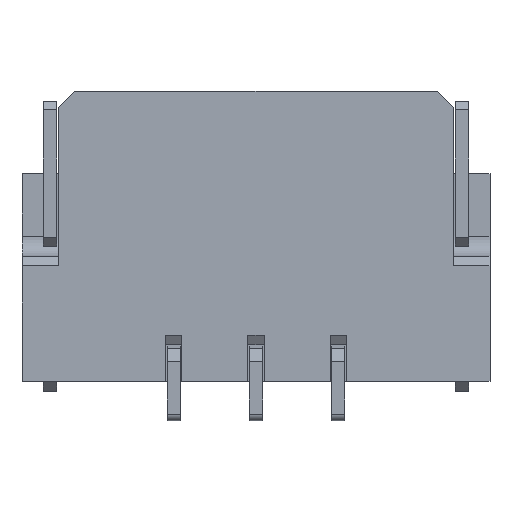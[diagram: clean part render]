
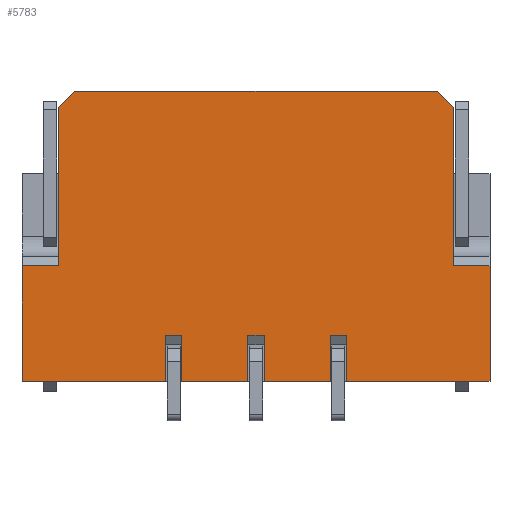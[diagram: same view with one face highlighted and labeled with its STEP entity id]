
A CAD part, front view. The second image highlights one B-rep face of the part: STEP entity #5783.
In plain terms, the highlighted planar face has unit normal (0, -1, 0).
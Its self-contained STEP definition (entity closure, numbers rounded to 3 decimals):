
#118=FACE_OUTER_BOUND('',#415,.T.);
#415=EDGE_LOOP('',(#3812,#3813,#3814,#3815,#3816,#3817,#3818,#3819,#3820,
#3821,#3822,#3823,#3824,#3825,#3826,#3827,#3828,#3829,#3830,#3831,#3832,
#3833));
#709=LINE('',#7998,#1514);
#729=LINE('',#8038,#1534);
#733=LINE('',#8046,#1538);
#737=LINE('',#8054,#1542);
#743=LINE('',#8065,#1548);
#752=LINE('',#8086,#1557);
#753=LINE('',#8087,#1558);
#754=LINE('',#8089,#1559);
#755=LINE('',#8091,#1560);
#756=LINE('',#8092,#1561);
#757=LINE('',#8094,#1562);
#758=LINE('',#8096,#1563);
#759=LINE('',#8097,#1564);
#760=LINE('',#8099,#1565);
#761=LINE('',#8101,#1566);
#762=LINE('',#8103,#1567);
#763=LINE('',#8105,#1568);
#764=LINE('',#8107,#1569);
#765=LINE('',#8109,#1570);
#766=LINE('',#8111,#1571);
#767=LINE('',#8113,#1572);
#768=LINE('',#8114,#1573);
#1514=VECTOR('',#6460,2.175);
#1534=VECTOR('',#6480,2.175);
#1538=VECTOR('',#6484,1.);
#1542=VECTOR('',#6488,1.);
#1548=VECTOR('',#6496,0.7);
#1557=VECTOR('',#6511,0.25);
#1558=VECTOR('',#6512,0.7);
#1559=VECTOR('',#6513,0.7);
#1560=VECTOR('',#6514,0.25);
#1561=VECTOR('',#6515,0.7);
#1562=VECTOR('',#6516,0.7);
#1563=VECTOR('',#6517,0.25);
#1564=VECTOR('',#6518,0.7);
#1565=VECTOR('',#6519,1.75);
#1566=VECTOR('',#6520,0.55);
#1567=VECTOR('',#6521,2.4);
#1568=VECTOR('',#6522,0.354);
#1569=VECTOR('',#6523,5.5);
#1570=VECTOR('',#6524,0.354);
#1571=VECTOR('',#6525,2.4);
#1572=VECTOR('',#6526,0.55);
#1573=VECTOR('',#6527,1.75);
#2318=VERTEX_POINT('',#7994);
#2320=VERTEX_POINT('',#7997);
#2339=VERTEX_POINT('',#8035);
#2340=VERTEX_POINT('',#8037);
#2343=VERTEX_POINT('',#8043);
#2344=VERTEX_POINT('',#8045);
#2347=VERTEX_POINT('',#8051);
#2348=VERTEX_POINT('',#8053);
#2352=VERTEX_POINT('',#8063);
#2361=VERTEX_POINT('',#8085);
#2362=VERTEX_POINT('',#8088);
#2363=VERTEX_POINT('',#8090);
#2364=VERTEX_POINT('',#8093);
#2365=VERTEX_POINT('',#8095);
#2366=VERTEX_POINT('',#8098);
#2367=VERTEX_POINT('',#8100);
#2368=VERTEX_POINT('',#8102);
#2369=VERTEX_POINT('',#8104);
#2370=VERTEX_POINT('',#8106);
#2371=VERTEX_POINT('',#8108);
#2372=VERTEX_POINT('',#8110);
#2373=VERTEX_POINT('',#8112);
#2895=EDGE_CURVE('',#2320,#2318,#709,.T.);
#2915=EDGE_CURVE('',#2340,#2339,#729,.T.);
#2919=EDGE_CURVE('',#2344,#2343,#733,.T.);
#2923=EDGE_CURVE('',#2348,#2347,#737,.T.);
#2929=EDGE_CURVE('',#2318,#2352,#743,.T.);
#2938=EDGE_CURVE('',#2352,#2361,#752,.T.);
#2939=EDGE_CURVE('',#2348,#2361,#753,.T.);
#2940=EDGE_CURVE('',#2347,#2362,#754,.T.);
#2941=EDGE_CURVE('',#2362,#2363,#755,.T.);
#2942=EDGE_CURVE('',#2344,#2363,#756,.T.);
#2943=EDGE_CURVE('',#2343,#2364,#757,.T.);
#2944=EDGE_CURVE('',#2364,#2365,#758,.T.);
#2945=EDGE_CURVE('',#2340,#2365,#759,.T.);
#2946=EDGE_CURVE('',#2339,#2366,#760,.T.);
#2947=EDGE_CURVE('',#2366,#2367,#761,.T.);
#2948=EDGE_CURVE('',#2368,#2367,#762,.T.);
#2949=EDGE_CURVE('',#2368,#2369,#763,.T.);
#2950=EDGE_CURVE('',#2370,#2369,#764,.T.);
#2951=EDGE_CURVE('',#2370,#2371,#765,.T.);
#2952=EDGE_CURVE('',#2371,#2372,#766,.T.);
#2953=EDGE_CURVE('',#2373,#2372,#767,.T.);
#2954=EDGE_CURVE('',#2320,#2373,#768,.T.);
#3812=ORIENTED_EDGE('',*,*,#2929,.T.);
#3813=ORIENTED_EDGE('',*,*,#2938,.T.);
#3814=ORIENTED_EDGE('',*,*,#2939,.F.);
#3815=ORIENTED_EDGE('',*,*,#2923,.T.);
#3816=ORIENTED_EDGE('',*,*,#2940,.T.);
#3817=ORIENTED_EDGE('',*,*,#2941,.T.);
#3818=ORIENTED_EDGE('',*,*,#2942,.F.);
#3819=ORIENTED_EDGE('',*,*,#2919,.T.);
#3820=ORIENTED_EDGE('',*,*,#2943,.T.);
#3821=ORIENTED_EDGE('',*,*,#2944,.T.);
#3822=ORIENTED_EDGE('',*,*,#2945,.F.);
#3823=ORIENTED_EDGE('',*,*,#2915,.T.);
#3824=ORIENTED_EDGE('',*,*,#2946,.T.);
#3825=ORIENTED_EDGE('',*,*,#2947,.T.);
#3826=ORIENTED_EDGE('',*,*,#2948,.F.);
#3827=ORIENTED_EDGE('',*,*,#2949,.T.);
#3828=ORIENTED_EDGE('',*,*,#2950,.F.);
#3829=ORIENTED_EDGE('',*,*,#2951,.T.);
#3830=ORIENTED_EDGE('',*,*,#2952,.T.);
#3831=ORIENTED_EDGE('',*,*,#2953,.F.);
#3832=ORIENTED_EDGE('',*,*,#2954,.F.);
#3833=ORIENTED_EDGE('',*,*,#2895,.T.);
#5517=PLANE('',#6094);
#5783=ADVANCED_FACE('',(#118),#5517,.T.);
#6094=AXIS2_PLACEMENT_3D('',#8084,#6509,#6510);
#6460=DIRECTION('',(1.,0.,0.));
#6480=DIRECTION('',(1.,0.,0.));
#6484=DIRECTION('',(1.,0.,0.));
#6488=DIRECTION('',(1.,0.,0.));
#6496=DIRECTION('',(0.,0.,1.));
#6509=DIRECTION('center_axis',(0.,-1.,0.));
#6510=DIRECTION('ref_axis',(1.,0.,0.));
#6511=DIRECTION('',(1.,0.,0.));
#6512=DIRECTION('',(0.,0.,1.));
#6513=DIRECTION('',(0.,0.,1.));
#6514=DIRECTION('',(1.,0.,0.));
#6515=DIRECTION('',(0.,0.,1.));
#6516=DIRECTION('',(0.,0.,1.));
#6517=DIRECTION('',(1.,0.,0.));
#6518=DIRECTION('',(0.,0.,1.));
#6519=DIRECTION('',(0.,0.,1.));
#6520=DIRECTION('',(-1.,0.,0.));
#6521=DIRECTION('',(0.,0.,-1.));
#6522=DIRECTION('',(-0.707,0.,0.707));
#6523=DIRECTION('',(1.,0.,0.));
#6524=DIRECTION('',(-0.707,0.,-0.707));
#6525=DIRECTION('',(0.,0.,-1.));
#6526=DIRECTION('',(1.,0.,0.));
#6527=DIRECTION('',(0.,0.,1.));
#7994=CARTESIAN_POINT('',(-1.375,-2.725,-2.2));
#7997=CARTESIAN_POINT('',(-3.55,-2.725,-2.2));
#7998=CARTESIAN_POINT('',(-3.55,-2.725,-2.2));
#8035=CARTESIAN_POINT('',(3.55,-2.725,-2.2));
#8037=CARTESIAN_POINT('',(1.375,-2.725,-2.2));
#8038=CARTESIAN_POINT('',(1.375,-2.725,-2.2));
#8043=CARTESIAN_POINT('',(1.125,-2.725,-2.2));
#8045=CARTESIAN_POINT('',(0.125,-2.725,-2.2));
#8046=CARTESIAN_POINT('',(0.125,-2.725,-2.2));
#8051=CARTESIAN_POINT('',(-0.125,-2.725,-2.2));
#8053=CARTESIAN_POINT('',(-1.125,-2.725,-2.2));
#8054=CARTESIAN_POINT('',(-1.125,-2.725,-2.2));
#8063=CARTESIAN_POINT('',(-1.375,-2.725,-1.5));
#8065=CARTESIAN_POINT('',(-1.375,-2.725,-2.2));
#8084=CARTESIAN_POINT('Origin',(-3.55,-2.725,-2.2));
#8085=CARTESIAN_POINT('',(-1.125,-2.725,-1.5));
#8086=CARTESIAN_POINT('',(-1.375,-2.725,-1.5));
#8087=CARTESIAN_POINT('',(-1.125,-2.725,-2.2));
#8088=CARTESIAN_POINT('',(-0.125,-2.725,-1.5));
#8089=CARTESIAN_POINT('',(-0.125,-2.725,-2.2));
#8090=CARTESIAN_POINT('',(0.125,-2.725,-1.5));
#8091=CARTESIAN_POINT('',(-0.125,-2.725,-1.5));
#8092=CARTESIAN_POINT('',(0.125,-2.725,-2.2));
#8093=CARTESIAN_POINT('',(1.125,-2.725,-1.5));
#8094=CARTESIAN_POINT('',(1.125,-2.725,-2.2));
#8095=CARTESIAN_POINT('',(1.375,-2.725,-1.5));
#8096=CARTESIAN_POINT('',(1.125,-2.725,-1.5));
#8097=CARTESIAN_POINT('',(1.375,-2.725,-2.2));
#8098=CARTESIAN_POINT('',(3.55,-2.725,-0.45));
#8099=CARTESIAN_POINT('',(3.55,-2.725,-2.2));
#8100=CARTESIAN_POINT('',(3.,-2.725,-0.45));
#8101=CARTESIAN_POINT('',(3.55,-2.725,-0.45));
#8102=CARTESIAN_POINT('',(3.,-2.725,1.95));
#8103=CARTESIAN_POINT('',(3.,-2.725,1.95));
#8104=CARTESIAN_POINT('',(2.75,-2.725,2.2));
#8105=CARTESIAN_POINT('',(3.,-2.725,1.95));
#8106=CARTESIAN_POINT('',(-2.75,-2.725,2.2));
#8107=CARTESIAN_POINT('',(-2.75,-2.725,2.2));
#8108=CARTESIAN_POINT('',(-3.,-2.725,1.95));
#8109=CARTESIAN_POINT('',(-2.75,-2.725,2.2));
#8110=CARTESIAN_POINT('',(-3.,-2.725,-0.45));
#8111=CARTESIAN_POINT('',(-3.,-2.725,1.95));
#8112=CARTESIAN_POINT('',(-3.55,-2.725,-0.45));
#8113=CARTESIAN_POINT('',(-3.55,-2.725,-0.45));
#8114=CARTESIAN_POINT('',(-3.55,-2.725,-2.2));
